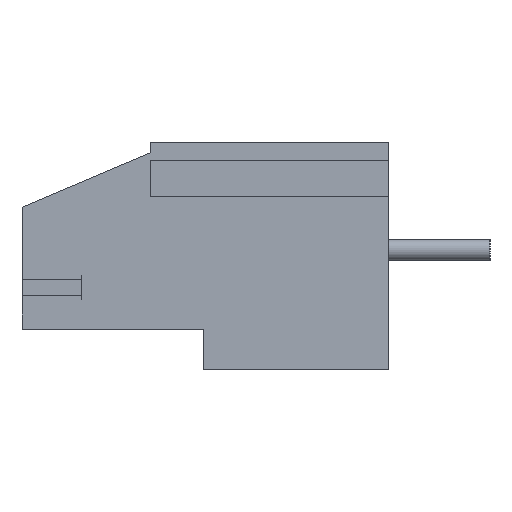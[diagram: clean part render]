
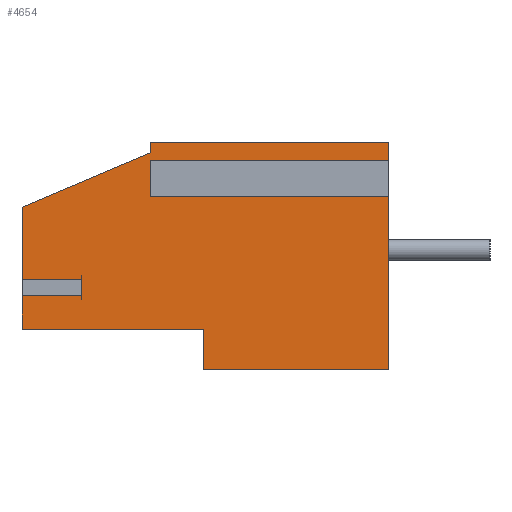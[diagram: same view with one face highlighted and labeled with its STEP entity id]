
A CAD part, left-side view. The second image highlights one B-rep face of the part: STEP entity #4654.
In plain terms, the highlighted planar face has unit normal (-1, 0, 0).
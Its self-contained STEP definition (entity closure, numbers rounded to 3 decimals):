
#588=FACE_OUTER_BOUND('',#884,.T.);
#884=EDGE_LOOP('',(#4083,#4084,#4085,#4086,#4087,#4088,#4089,#4090,#4091,
#4092,#4093,#4094,#4095,#4096,#4097,#4098));
#900=LINE('',#6198,#1432);
#905=LINE('',#6209,#1437);
#907=LINE('',#6212,#1439);
#908=LINE('',#6215,#1440);
#916=LINE('',#6230,#1448);
#937=LINE('',#6294,#1469);
#943=LINE('',#6306,#1475);
#946=LINE('',#6311,#1478);
#1361=LINE('',#7304,#1893);
#1363=LINE('',#7307,#1895);
#1365=LINE('',#7311,#1897);
#1379=LINE('',#7345,#1911);
#1414=LINE('',#7407,#1946);
#1425=LINE('',#7440,#1957);
#1426=LINE('',#7441,#1958);
#1427=LINE('',#7442,#1959);
#1432=VECTOR('',#5010,10.);
#1437=VECTOR('',#5019,10.);
#1439=VECTOR('',#5023,10.);
#1440=VECTOR('',#5026,10.);
#1448=VECTOR('',#5034,10.);
#1469=VECTOR('',#5087,10.);
#1475=VECTOR('',#5095,10.);
#1478=VECTOR('',#5102,10.);
#1893=VECTOR('',#6049,10.);
#1895=VECTOR('',#6053,10.);
#1897=VECTOR('',#6057,10.);
#1911=VECTOR('',#6089,10.);
#1946=VECTOR('',#6144,10.);
#1957=VECTOR('',#6181,10.);
#1958=VECTOR('',#6182,10.);
#1959=VECTOR('',#6183,10.);
#1962=VERTEX_POINT('',#6192);
#1964=VERTEX_POINT('',#6196);
#1967=VERTEX_POINT('',#6206);
#1968=VERTEX_POINT('',#6208);
#1969=VERTEX_POINT('',#6214);
#1976=VERTEX_POINT('',#6228);
#2001=VERTEX_POINT('',#6290);
#2003=VERTEX_POINT('',#6293);
#2006=VERTEX_POINT('',#6300);
#2008=VERTEX_POINT('',#6304);
#2319=VERTEX_POINT('',#7301);
#2320=VERTEX_POINT('',#7303);
#2321=VERTEX_POINT('',#7309);
#2332=VERTEX_POINT('',#7343);
#2349=VERTEX_POINT('',#7406);
#2358=VERTEX_POINT('',#7439);
#2362=EDGE_CURVE('',#1962,#1964,#900,.T.);
#2367=EDGE_CURVE('',#1968,#1967,#905,.T.);
#2369=EDGE_CURVE('',#1964,#1968,#907,.T.);
#2370=EDGE_CURVE('',#1962,#1969,#908,.T.);
#2378=EDGE_CURVE('',#1976,#1967,#916,.T.);
#2409=EDGE_CURVE('',#2003,#2001,#937,.T.);
#2415=EDGE_CURVE('',#2006,#2008,#943,.T.);
#2418=EDGE_CURVE('',#2001,#2006,#946,.T.);
#2887=EDGE_CURVE('',#2320,#2319,#1361,.T.);
#2889=EDGE_CURVE('',#2319,#1969,#1363,.T.);
#2891=EDGE_CURVE('',#1976,#2321,#1365,.T.);
#2907=EDGE_CURVE('',#2321,#2332,#1379,.T.);
#2942=EDGE_CURVE('',#2349,#2320,#1414,.T.);
#2957=EDGE_CURVE('',#2358,#2332,#1425,.T.);
#2958=EDGE_CURVE('',#2003,#2358,#1426,.T.);
#2959=EDGE_CURVE('',#2349,#2008,#1427,.T.);
#4083=ORIENTED_EDGE('',*,*,#2367,.T.);
#4084=ORIENTED_EDGE('',*,*,#2378,.F.);
#4085=ORIENTED_EDGE('',*,*,#2891,.T.);
#4086=ORIENTED_EDGE('',*,*,#2907,.T.);
#4087=ORIENTED_EDGE('',*,*,#2957,.F.);
#4088=ORIENTED_EDGE('',*,*,#2958,.F.);
#4089=ORIENTED_EDGE('',*,*,#2409,.T.);
#4090=ORIENTED_EDGE('',*,*,#2418,.T.);
#4091=ORIENTED_EDGE('',*,*,#2415,.T.);
#4092=ORIENTED_EDGE('',*,*,#2959,.F.);
#4093=ORIENTED_EDGE('',*,*,#2942,.T.);
#4094=ORIENTED_EDGE('',*,*,#2887,.T.);
#4095=ORIENTED_EDGE('',*,*,#2889,.T.);
#4096=ORIENTED_EDGE('',*,*,#2370,.F.);
#4097=ORIENTED_EDGE('',*,*,#2362,.T.);
#4098=ORIENTED_EDGE('',*,*,#2369,.T.);
#4398=PLANE('',#5000);
#4654=ADVANCED_FACE('',(#588),#4398,.T.);
#5000=AXIS2_PLACEMENT_3D('',#7438,#6179,#6180);
#5010=DIRECTION('',(0.,-1.,0.));
#5019=DIRECTION('',(0.,1.,0.));
#5023=DIRECTION('',(0.,0.,-1.));
#5026=DIRECTION('',(0.,0.,1.));
#5034=DIRECTION('',(0.,0.,1.));
#5087=DIRECTION('',(0.,1.,0.));
#5095=DIRECTION('',(0.,-1.,0.));
#5102=DIRECTION('',(0.,0.,1.));
#6049=DIRECTION('',(0.,0.,-1.));
#6053=DIRECTION('',(0.,0.92,-0.391));
#6057=DIRECTION('',(0.,-1.,0.));
#6089=DIRECTION('',(0.,0.,-1.));
#6144=DIRECTION('',(0.,1.,0.));
#6179=DIRECTION('center_axis',(-1.,0.,0.));
#6180=DIRECTION('ref_axis',(0.,0.,1.));
#6181=DIRECTION('',(0.,1.,0.));
#6182=DIRECTION('',(0.,0.,-1.));
#6183=DIRECTION('',(0.,0.,-1.));
#6192=CARTESIAN_POINT('',(-2.65,18.,-1.45));
#6196=CARTESIAN_POINT('',(-2.65,15.1,-1.45));
#6198=CARTESIAN_POINT('',(-2.65,9.,-1.45));
#6206=CARTESIAN_POINT('',(-2.65,18.,-2.25));
#6208=CARTESIAN_POINT('',(-2.65,15.1,-2.25));
#6209=CARTESIAN_POINT('',(-2.65,9.,-2.25));
#6212=CARTESIAN_POINT('',(-2.65,15.1,-3.875));
#6214=CARTESIAN_POINT('',(-2.65,18.,2.1));
#6215=CARTESIAN_POINT('',(-2.65,18.,5.3));
#6228=CARTESIAN_POINT('',(-2.65,18.,-3.9));
#6230=CARTESIAN_POINT('',(-2.65,18.,5.3));
#6290=CARTESIAN_POINT('',(-2.65,11.7,3.1));
#6293=CARTESIAN_POINT('',(-2.65,0.,3.1));
#6294=CARTESIAN_POINT('',(-2.65,0.,3.1));
#6300=CARTESIAN_POINT('',(-2.65,11.7,3.9));
#6304=CARTESIAN_POINT('',(-2.65,0.,3.9));
#6306=CARTESIAN_POINT('',(-2.65,0.,3.9));
#6311=CARTESIAN_POINT('',(-2.65,11.7,-1.2));
#7301=CARTESIAN_POINT('',(-2.65,11.7,4.78));
#7303=CARTESIAN_POINT('',(-2.65,11.7,5.3));
#7304=CARTESIAN_POINT('',(-2.65,11.7,-0.56));
#7307=CARTESIAN_POINT('',(-2.65,11.82,4.729));
#7309=CARTESIAN_POINT('',(-2.65,9.1,-3.9));
#7311=CARTESIAN_POINT('',(-2.65,4.55,-3.9));
#7343=CARTESIAN_POINT('',(-2.65,9.1,-5.9));
#7345=CARTESIAN_POINT('',(-2.65,9.1,-5.9));
#7406=CARTESIAN_POINT('',(-2.65,0.,5.3));
#7407=CARTESIAN_POINT('',(-2.65,0.,5.3));
#7438=CARTESIAN_POINT('Origin',(-2.65,0.,-5.9));
#7439=CARTESIAN_POINT('',(-2.65,0.,-5.9));
#7440=CARTESIAN_POINT('',(-2.65,0.,-5.9));
#7441=CARTESIAN_POINT('',(-2.65,0.,5.3));
#7442=CARTESIAN_POINT('',(-2.65,0.,5.3));
